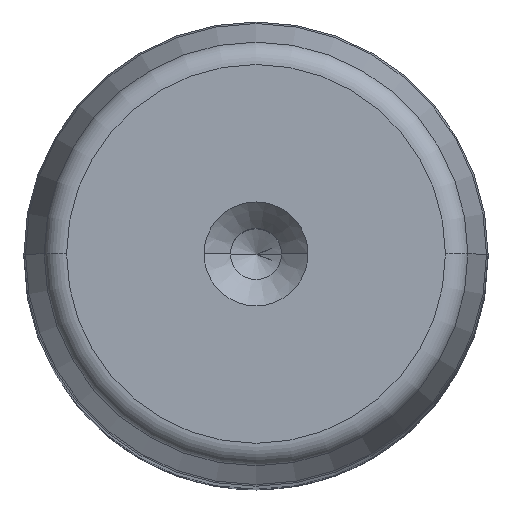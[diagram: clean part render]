
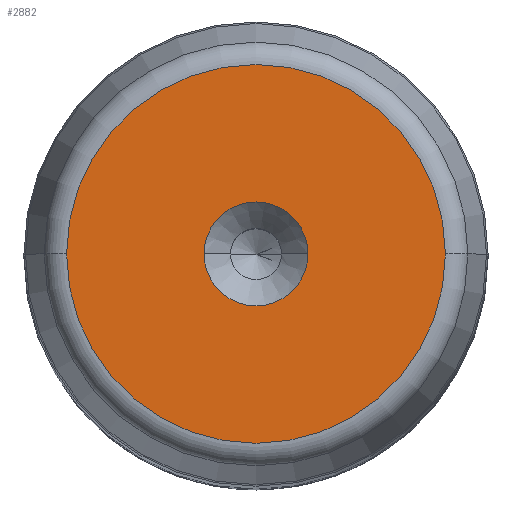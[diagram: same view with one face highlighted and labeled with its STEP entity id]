
A CAD part, top view. The second image highlights one B-rep face of the part: STEP entity #2882.
In plain terms, the highlighted planar face has unit normal (0, 0, 1).
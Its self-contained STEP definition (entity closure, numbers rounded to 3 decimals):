
#13 = EDGE_CURVE ( 'NONE', #155, #2069, #2387, .T. ) ;
#155 = VERTEX_POINT ( 'NONE', #681 ) ;
#194 = AXIS2_PLACEMENT_3D ( 'NONE', #307, #560, #2771 ) ;
#237 = EDGE_CURVE ( 'NONE', #2069, #155, #1725, .T. ) ;
#270 = DIRECTION ( 'NONE',  ( 0., 0., 1. ) ) ;
#279 = FACE_BOUND ( 'NONE', #2012, .T. ) ;
#307 = CARTESIAN_POINT ( 'NONE',  ( 0., 0., 250. ) ) ;
#347 = FACE_OUTER_BOUND ( 'NONE', #352, .T. ) ;
#352 = EDGE_LOOP ( 'NONE', ( #2855, #1128 ) ) ;
#412 = EDGE_CURVE ( 'NONE', #687, #2210, #2618, .T. ) ;
#437 = CIRCLE ( 'NONE', #1022, 5.6 ) ;
#542 = CARTESIAN_POINT ( 'NONE',  ( 0., 0., 250. ) ) ;
#560 = DIRECTION ( 'NONE',  ( 0., 0., 1. ) ) ;
#681 = CARTESIAN_POINT ( 'NONE',  ( -20.402, 0., 250. ) ) ;
#687 = VERTEX_POINT ( 'NONE', #1063 ) ;
#767 = DIRECTION ( 'NONE',  ( 1., 0., 0. ) ) ;
#1022 = AXIS2_PLACEMENT_3D ( 'NONE', #3184, #270, #2943 ) ;
#1025 = DIRECTION ( 'NONE',  ( 0., 0., 1. ) ) ;
#1026 = AXIS2_PLACEMENT_3D ( 'NONE', #1186, #1935, #3159 ) ;
#1060 = CARTESIAN_POINT ( 'NONE',  ( 20.402, 0., 250. ) ) ;
#1063 = CARTESIAN_POINT ( 'NONE',  ( 5.6, 0., 250. ) ) ;
#1128 = ORIENTED_EDGE ( 'NONE', *, *, #13, .T. ) ;
#1186 = CARTESIAN_POINT ( 'NONE',  ( 0., 0., 250. ) ) ;
#1656 = CARTESIAN_POINT ( 'NONE',  ( -5.6, 0., 250. ) ) ;
#1713 = EDGE_CURVE ( 'NONE', #2210, #687, #437, .T. ) ;
#1725 = CIRCLE ( 'NONE', #1026, 20.402 ) ;
#1772 = DIRECTION ( 'NONE',  ( 1., 0., 0. ) ) ;
#1935 = DIRECTION ( 'NONE',  ( 0., 0., 1. ) ) ;
#2012 = EDGE_LOOP ( 'NONE', ( #2341, #2074 ) ) ;
#2025 = CARTESIAN_POINT ( 'NONE',  ( 0., 0., 250. ) ) ;
#2069 = VERTEX_POINT ( 'NONE', #1060 ) ;
#2074 = ORIENTED_EDGE ( 'NONE', *, *, #1713, .F. ) ;
#2210 = VERTEX_POINT ( 'NONE', #1656 ) ;
#2297 = PLANE ( 'NONE',  #2437 ) ;
#2341 = ORIENTED_EDGE ( 'NONE', *, *, #412, .F. ) ;
#2387 = CIRCLE ( 'NONE', #194, 20.402 ) ;
#2437 = AXIS2_PLACEMENT_3D ( 'NONE', #2025, #2746, #1772 ) ;
#2618 = CIRCLE ( 'NONE', #2689, 5.6 ) ;
#2689 = AXIS2_PLACEMENT_3D ( 'NONE', #542, #1025, #767 ) ;
#2746 = DIRECTION ( 'NONE',  ( 0., 0., 1. ) ) ;
#2771 = DIRECTION ( 'NONE',  ( 1., 0., 0. ) ) ;
#2855 = ORIENTED_EDGE ( 'NONE', *, *, #237, .T. ) ;
#2882 = ADVANCED_FACE ( 'NONE', ( #347, #279 ), #2297, .T. ) ;
#2943 = DIRECTION ( 'NONE',  ( 1., 0., 0. ) ) ;
#3159 = DIRECTION ( 'NONE',  ( 1., 0., 0. ) ) ;
#3184 = CARTESIAN_POINT ( 'NONE',  ( 0., 0., 250. ) ) ;
